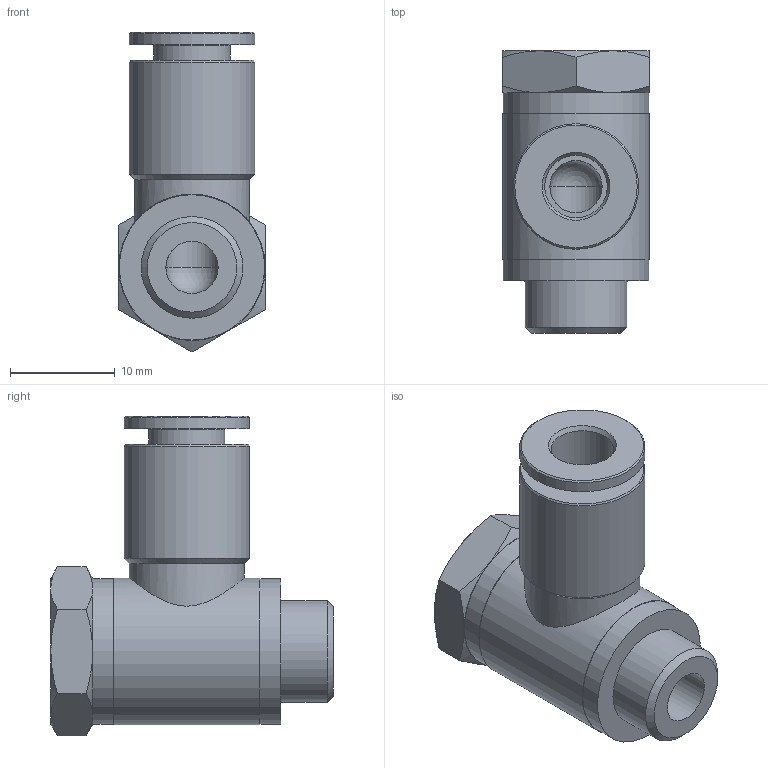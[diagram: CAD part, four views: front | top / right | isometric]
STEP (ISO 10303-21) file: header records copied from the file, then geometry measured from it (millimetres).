
FILE_DESCRIPTION(/* description */ ('STEP AP214'),/* implementation_level */ '2;1');
FILE_NAME(/* name */ '558830_NPQM-LH-G18-Q6-P10',/* time_stamp */ '2024-09-11T13:21:49+02:00',/* author */ ('License CC BY-ND 4.0'),/* organization */ ('CADENAS'),/* preprocessor_version */ 'ST-DEVELOPER v19.3',/* originating_system */ 'PARTsolutions',/* authorisation */ ' ');
FILE_SCHEMA (('AUTOMOTIVE_DESIGN {1 0 10303 214 3 1 1}'));
Length unit declared in the file: millimetre
Products named in the file (1): 558830 NPQM-LH-G18-Q6-P10
Bounding box: 14 x 27 x 30.58 mm (x, y, z)
Volume: 4624 mm3; surface area: 2781 mm2
Topology: 1 solids, 1 shells, 46 faces, 90 edges, 53 vertices
Faces by surface type: cone 18, plane 16, cylinder 11, sphere 1
Full cylindrical faces by diameter (mm): 5 x2, 6 x1, 7.3 x1, 9.728 x1, 11 x1, 12 x2, 13.9 x2, 14 x1
Entity records: 1451 total; most frequent: CARTESIAN_POINT 262, DIRECTION 178, ORIENTED_EDGE 140, AXIS2_PLACEMENT_3D 86, EDGE_LOOP 73, FACE_BOUND 73, EDGE_CURVE 70, VERTEX_POINT 51
